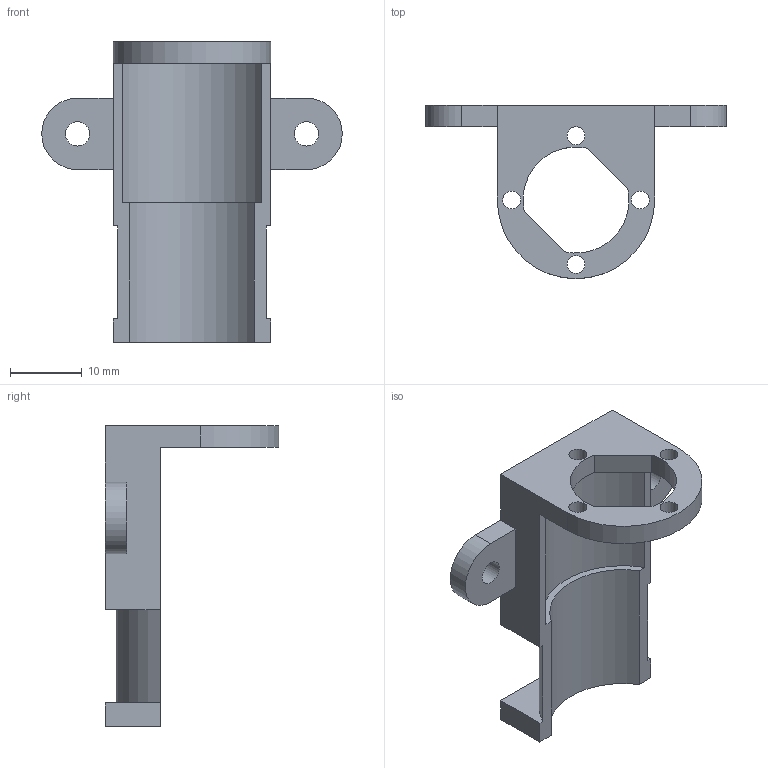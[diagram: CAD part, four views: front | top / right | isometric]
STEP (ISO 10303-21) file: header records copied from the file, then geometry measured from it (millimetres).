
FILE_DESCRIPTION(/* description */ (''),/* implementation_level */ '2;1');
FILE_NAME(/* name */ 'CRAv1B-MotorBase.stp',/* time_stamp */ '2024-09-05T22:10:06+01:00',/* author */ ('thiba'),/* organization */ (''),/* preprocessor_version */ 'ST-DEVELOPER v20',/* originating_system */ 'Autodesk Inventor 2025',/* authorisation */ '');
FILE_SCHEMA (('AUTOMOTIVE_DESIGN { 1 0 10303 214 3 1 1 }'));
Length unit declared in the file: millimetre
Products named in the file (1): CRAv1B-MotorBase
Bounding box: 42 x 24.25 x 42 mm (x, y, z)
Volume: 4317 mm3; surface area: 4049 mm2
Topology: 1 solids, 1 shells, 36 faces, 102 edges, 68 vertices
Faces by surface type: plane 22, cylinder 14
Full cylindrical faces by diameter (mm): 2.5 x4, 3.4 x2
Entity records: 1245 total; most frequent: CARTESIAN_POINT 207, ORIENTED_EDGE 204, DIRECTION 204, EDGE_CURVE 102, LINE 74, VECTOR 74, VERTEX_POINT 68, AXIS2_PLACEMENT_3D 65
